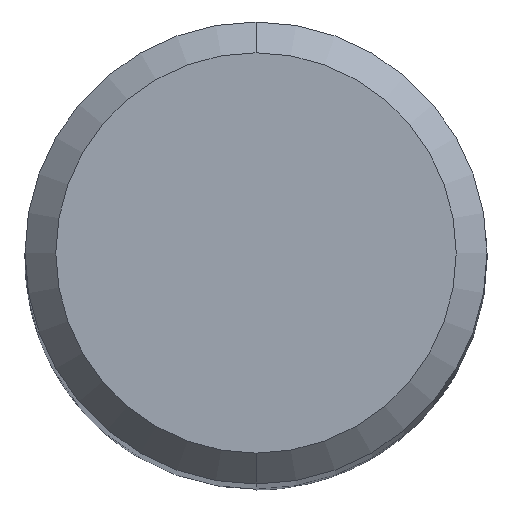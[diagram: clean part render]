
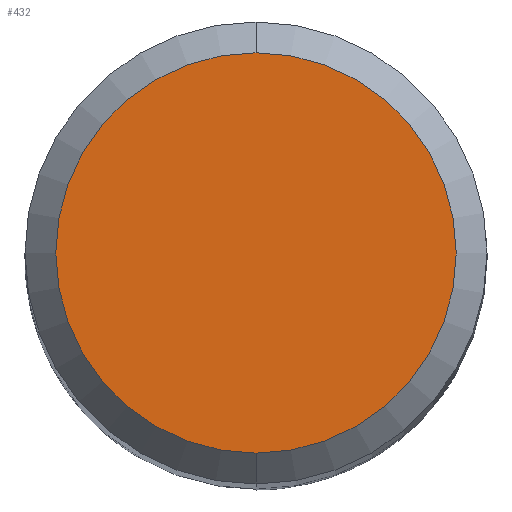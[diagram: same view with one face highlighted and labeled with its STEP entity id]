
A CAD part, top view. The second image highlights one B-rep face of the part: STEP entity #432.
In plain terms, the highlighted planar face has unit normal (0, 0, 1).
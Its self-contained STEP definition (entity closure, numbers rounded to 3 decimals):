
#432=ADVANCED_FACE('',(#1061),#1062,.T.);
#530=VERTEX_POINT('',#1172);
#532=EDGE_CURVE('',#530,#746,#1174,.T.);
#616=EDGE_CURVE('',#746,#530,#1269,.T.);
#746=VERTEX_POINT('',#1404);
#1061=FACE_OUTER_BOUND('',#1786,.T.);
#1062=PLANE('',#1787);
#1172=CARTESIAN_POINT('',(0.0,2.6,0.0));
#1174=CIRCLE('',#1978,2.6);
#1269=CIRCLE('',#2137,2.6);
#1404=CARTESIAN_POINT('',(0.,-2.6,0.0));
#1786=EDGE_LOOP('',(#2839,#2840));
#1787=AXIS2_PLACEMENT_3D('',#2841,#2842,#2843);
#1978=AXIS2_PLACEMENT_3D('',#2973,#2974,#2975);
#2137=AXIS2_PLACEMENT_3D('',#3086,#3087,#3088);
#2839=ORIENTED_EDGE('',*,*,#532,.F.);
#2840=ORIENTED_EDGE('',*,*,#616,.F.);
#2841=CARTESIAN_POINT('',(0.0,1.3,0.0));
#2842=DIRECTION('',(-0.0,0.0,1.0));
#2843=DIRECTION('',(0.0,-1.0,0.0));
#2973=CARTESIAN_POINT('',(0.0,0.0,0.0));
#2974=DIRECTION('',(0.0,0.0,-1.0));
#2975=DIRECTION('',(0.0,1.0,0.0));
#3086=CARTESIAN_POINT('',(0.0,0.0,0.0));
#3087=DIRECTION('',(0.0,0.0,-1.0));
#3088=DIRECTION('',(0.0,1.0,0.0));
